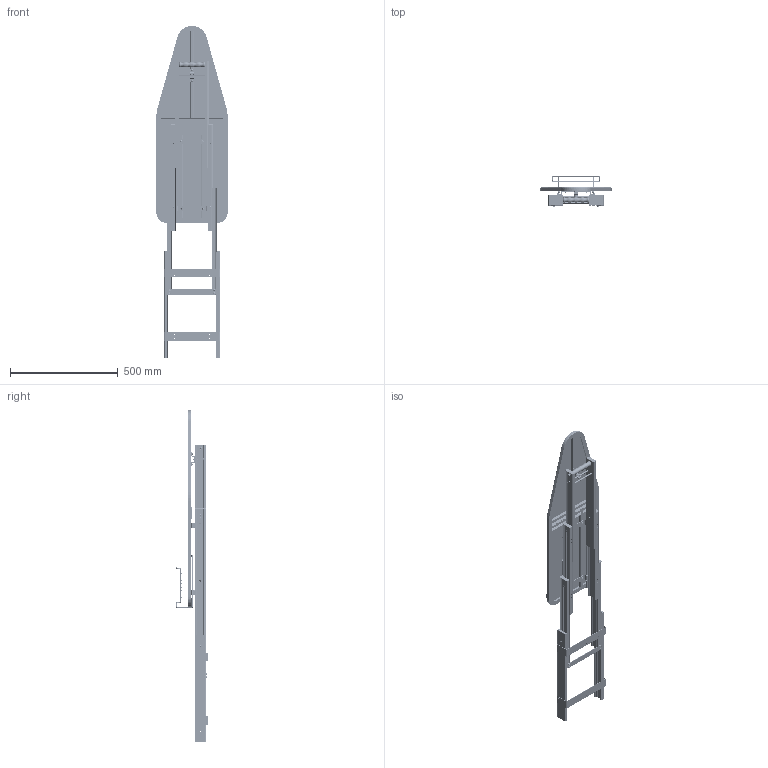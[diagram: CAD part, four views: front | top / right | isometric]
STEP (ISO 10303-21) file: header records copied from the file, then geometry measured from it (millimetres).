
FILE_DESCRIPTION (( 'STEP AP203' ), '1' );
FILE_NAME ('S-6616.STEP', '2024-07-04T08:19:44', ( '' ), ( '' ), 'SwSTEP 2.0', 'SolidWorks 2020', '' );
FILE_SCHEMA (( 'CONFIG_CONTROL_DESIGN' ));
Length unit declared in the file: millimetre
Products named in the file (30): Profil Tapasi B鼀黭 - S-6616; Alm.Ray_No-3 - S-6616; Zemin Baðlantý Sacý - S-6616; domed cap nut_din_DIN 1587 - M5 --NNU; Alm.Ray-Tabla-Montaj-Lamasý - S-6616; M10 X 16 Civata - S-6616; Alm.Ray_No-2 - S-6616; S-6616; RAY - S-6616; Stoplama Sacý - S-6616; Alm.Ray_No-4 - S-6616; Tutma_Plastiði - S-6616; ÇERÇEVE UÇ KISIM - S-6616; countersunk flat head cross recess screw_din_ISO 7046-1 - M5 x 16 - Z --- 16S; Profil Tapasi Küçük - S-6616; Stop Pimi-2 - S-6616; pan head cross recess screw_din_ISO 7045 - M5 x 16 - Z --- 16S; Tabla Montaj Plastiði - S-6616; Kilit Sacý - S-6616; pan head cross recess screw_iso_ISO 7045 - M4 x 8 - Z - 8S; Tutma Profili Alüminyum - S-6616; 8''lik pim - S-6616; Stop Pimi - S-6616; pan head cross recess screw_din_ISO 7045 - M5 x 10 - Z --- 10S; Düz Lama Ray Baðlantý - S-6616; IZLEYIC PLASTIK BURC Ø20x18 - S-6616; ÜTÜ MASASI KENAR ÇERÇEVE PROFÝLÝ - S-6616; Kumaþ - S-6616; Alm.Ray_No-1 - S-6616; SON_YENÝ_UTU_TAB - S-6616
Assembly tree (59 placements, depth 3):
  S-6616
    ÜTÜ MASASI KENAR ÇERÇEVE PROFÝLÝ - S-6616
    ÇERÇEVE UÇ KISIM - S-6616
    Tabla Montaj Plastiði - S-6616  x2
    IZLEYIC PLASTIK BURC Ø20x18 - S-6616
    8''lik pim - S-6616  x2
    Zemin Baðlantý Sacý - S-6616  x2
    Tutma_Plastiði - S-6616
    Tutma Profili Alüminyum - S-6616
    M10 X 16 Civata - S-6616  x2
    countersunk flat head cross recess screw_din_ISO 7046-1 - M5 x 16 - Z --- 16S
    Alm.Ray-Tabla-Montaj-Lamasý - S-6616  x2
    pan head cross recess screw_din_ISO 7045 - M5 x 16 - Z --- 16S  x4
    Stoplama Sacý - S-6616
    pan head cross recess screw_din_ISO 7045 - M5 x 10 - Z --- 10S  x14
    Düz Lama Ray Baðlantý - S-6616
    SON_YENÝ_UTU_TAB - S-6616
    domed cap nut_din_DIN 1587 - M5 --NNU  x2
    Kumaþ - S-6616
    RAY - S-6616  x2
      Alm.Ray_No-1 - S-6616
      Alm.Ray_No-2 - S-6616
      Alm.Ray_No-3 - S-6616
      Alm.Ray_No-4 - S-6616
      Kilit Sacý - S-6616
      Stop Pimi - S-6616
      Stop Pimi-2 - S-6616
      pan head cross recess screw_iso_ISO 7045 - M4 x 8 - Z - 8S
      Profil Tapasi Küçük - S-6616
      Profil Tapasi B鼀黭 - S-6616
Bounding box: 331 x 151.5 x 1543.5 mm (x, y, z)
Volume: 1755090.1 mm3; surface area: 2419727.1 mm2
Topology: 91 solids, 91 shells, 6034 faces, 15691 edges, 9711 vertices
Faces by surface type: cylinder 2126, cone 1794, plane 1530, torus 424, bspline 92, sphere 68
Entity records: 74499 total; most frequent: CARTESIAN_POINT 15752, DIRECTION 12328, ORIENTED_EDGE 11150, EDGE_CURVE 5575, AXIS2_PLACEMENT_3D 4844, VERTEX_POINT 3500, CIRCLE 2656, VECTOR 2640
